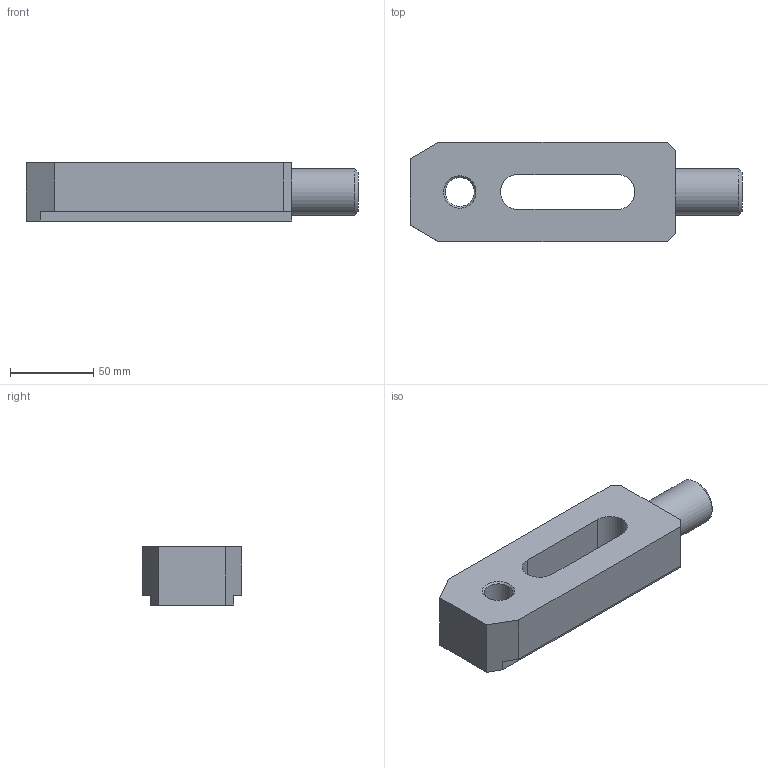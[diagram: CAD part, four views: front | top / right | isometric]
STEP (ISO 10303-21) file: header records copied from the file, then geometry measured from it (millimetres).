
FILE_DESCRIPTION( ( 'Unknown' ), '1' );
FILE_NAME( 'CP02-20200.stp', 'Unknown', ( 'Unknown' ), ( 'Unknown' ), 'XStep 1.0', 'Unknown', ' ' );
FILE_SCHEMA( ( 'CONFIG_CONTROL_DESIGN' ) );
Length unit declared in the file: millimetre
Products named in the file (1): 1
Bounding box: 200 x 60 x 35 mm (x, y, z)
Volume: 280156.6 mm3; surface area: 41533.2 mm2
Topology: 1 solids, 1 shells, 24 faces, 60 edges, 39 vertices
Faces by surface type: plane 17, cylinder 4, cone 3
Full cylindrical faces by diameter (mm): 17.5 x1, 28 x1
Entity records: 720 total; most frequent: CARTESIAN_POINT 115, DIRECTION 114, ORIENTED_EDGE 106, EDGE_CURVE 53, LINE 42, VECTOR 42, VERTEX_POINT 37, AXIS2_PLACEMENT_3D 36
